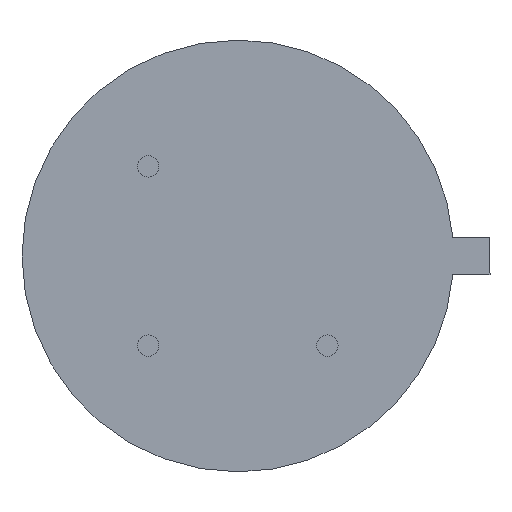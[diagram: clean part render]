
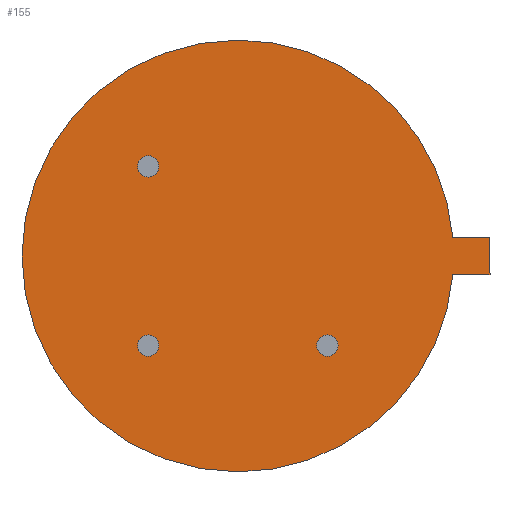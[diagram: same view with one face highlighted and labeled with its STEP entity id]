
A CAD part, front view. The second image highlights one B-rep face of the part: STEP entity #155.
In plain terms, the highlighted planar face has unit normal (0, -1, 0).
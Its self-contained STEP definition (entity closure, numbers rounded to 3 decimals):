
#1 = VERTEX_POINT ( 'NONE', #364 ) ;
#11 = ORIENTED_EDGE ( 'NONE', *, *, #119, .F. ) ;
#13 = VERTEX_POINT ( 'NONE', #362 ) ;
#20 = VERTEX_POINT ( 'NONE', #415 ) ;
#24 = EDGE_CURVE ( 'NONE', #20, #32, #413, .T. ) ;
#26 = VERTEX_POINT ( 'NONE', #407 ) ;
#32 = VERTEX_POINT ( 'NONE', #449 ) ;
#47 = EDGE_CURVE ( 'NONE', #49, #26, #653, .T. ) ;
#49 = VERTEX_POINT ( 'NONE', #479 ) ;
#62 = ORIENTED_EDGE ( 'NONE', *, *, #100, .T. ) ;
#67 = VERTEX_POINT ( 'NONE', #623 ) ;
#72 = EDGE_CURVE ( 'NONE', #13, #83, #604, .T. ) ;
#83 = VERTEX_POINT ( 'NONE', #569 ) ;
#97 = EDGE_CURVE ( 'NONE', #1, #98, #703, .T. ) ;
#98 = VERTEX_POINT ( 'NONE', #662 ) ;
#100 = EDGE_CURVE ( 'NONE', #67, #1, #658, .T. ) ;
#119 = EDGE_CURVE ( 'NONE', #32, #20, #743, .T. ) ;
#120 = ORIENTED_EDGE ( 'NONE', *, *, #24, .F. ) ;
#121 = ORIENTED_EDGE ( 'NONE', *, *, #47, .F. ) ;
#123 = VERTEX_POINT ( 'NONE', #737 ) ;
#128 = EDGE_LOOP ( 'NONE', ( #62, #198, #164, #193, #157, #137 ) ) ;
#136 = EDGE_LOOP ( 'NONE', ( #199, #121 ) ) ;
#137 = ORIENTED_EDGE ( 'NONE', *, *, #156, .T. ) ;
#153 = EDGE_LOOP ( 'NONE', ( #192, #184 ) ) ;
#154 = EDGE_CURVE ( 'NONE', #123, #191, #941, .T. ) ;
#155 = ADVANCED_FACE ( 'NONE', ( #942, #935, #940, #792 ), #947, .F. ) ;
#156 = EDGE_CURVE ( 'NONE', #165, #67, #880, .T. ) ;
#157 = ORIENTED_EDGE ( 'NONE', *, *, #159, .T. ) ;
#158 = EDGE_CURVE ( 'NONE', #83, #13, #777, .T. ) ;
#159 = EDGE_CURVE ( 'NONE', #123, #165, #870, .T. ) ;
#164 = ORIENTED_EDGE ( 'NONE', *, *, #185, .T. ) ;
#165 = VERTEX_POINT ( 'NONE', #800 ) ;
#184 = ORIENTED_EDGE ( 'NONE', *, *, #72, .F. ) ;
#185 = EDGE_CURVE ( 'NONE', #98, #191, #896, .T. ) ;
#191 = VERTEX_POINT ( 'NONE', #971 ) ;
#192 = ORIENTED_EDGE ( 'NONE', *, *, #158, .F. ) ;
#193 = ORIENTED_EDGE ( 'NONE', *, *, #154, .F. ) ;
#198 = ORIENTED_EDGE ( 'NONE', *, *, #97, .T. ) ;
#199 = ORIENTED_EDGE ( 'NONE', *, *, #201, .F. ) ;
#201 = EDGE_CURVE ( 'NONE', #26, #49, #985, .T. ) ;
#202 = EDGE_LOOP ( 'NONE', ( #11, #120 ) ) ;
#362 = CARTESIAN_POINT ( 'NONE',  ( -1.93, 0., 1.7 ) ) ;
#364 = CARTESIAN_POINT ( 'NONE',  ( 0., 0., 4.65 ) ) ;
#372 = AXIS2_PLACEMENT_3D ( 'NONE', #411, #410, #409 ) ;
#407 = CARTESIAN_POINT ( 'NONE',  ( -1.93, 0., -1.7 ) ) ;
#409 = DIRECTION ( 'NONE',  ( 0., 0., 1. ) ) ;
#410 = DIRECTION ( 'NONE',  ( 0., -1., 0. ) ) ;
#411 = CARTESIAN_POINT ( 'NONE',  ( 1.93, 0., -1.93 ) ) ;
#413 = CIRCLE ( 'NONE', #372, 0.23 ) ;
#415 = CARTESIAN_POINT ( 'NONE',  ( 1.93, 0., -2.16 ) ) ;
#449 = CARTESIAN_POINT ( 'NONE',  ( 1.93, 0., -1.7 ) ) ;
#479 = CARTESIAN_POINT ( 'NONE',  ( -1.93, 0., -2.16 ) ) ;
#480 = DIRECTION ( 'NONE',  ( 0., 0., 1. ) ) ;
#520 = DIRECTION ( 'NONE',  ( 0., -1., 0. ) ) ;
#521 = CARTESIAN_POINT ( 'NONE',  ( -1.93, 0., -1.93 ) ) ;
#569 = CARTESIAN_POINT ( 'NONE',  ( -1.93, 0., 2.16 ) ) ;
#589 = AXIS2_PLACEMENT_3D ( 'NONE', #521, #520, #480 ) ;
#604 = CIRCLE ( 'NONE', #645, 0.23 ) ;
#623 = CARTESIAN_POINT ( 'NONE',  ( 4.632, 0., 0.405 ) ) ;
#642 = DIRECTION ( 'NONE',  ( 0., 0., 1. ) ) ;
#643 = DIRECTION ( 'NONE',  ( 0., -1., 0. ) ) ;
#644 = CARTESIAN_POINT ( 'NONE',  ( -1.93, 0., 1.93 ) ) ;
#645 = AXIS2_PLACEMENT_3D ( 'NONE', #644, #643, #642 ) ;
#653 = CIRCLE ( 'NONE', #589, 0.23 ) ;
#656 = DIRECTION ( 'NONE',  ( 0., 0., -1. ) ) ;
#657 = DIRECTION ( 'NONE',  ( 0., -1., 0. ) ) ;
#658 = CIRCLE ( 'NONE', #673, 4.65 ) ;
#662 = CARTESIAN_POINT ( 'NONE',  ( 0., 0., -4.65 ) ) ;
#673 = AXIS2_PLACEMENT_3D ( 'NONE', #749, #657, #656 ) ;
#675 = AXIS2_PLACEMENT_3D ( 'NONE', #742, #741, #740 ) ;
#701 = DIRECTION ( 'NONE',  ( 0., -1., 0. ) ) ;
#702 = CARTESIAN_POINT ( 'NONE',  ( 0., 0., 0. ) ) ;
#703 = CIRCLE ( 'NONE', #704, 4.65 ) ;
#704 = AXIS2_PLACEMENT_3D ( 'NONE', #702, #701, #750 ) ;
#737 = CARTESIAN_POINT ( 'NONE',  ( 5.432, 0., -0.405 ) ) ;
#740 = DIRECTION ( 'NONE',  ( 0., 0., 1. ) ) ;
#741 = DIRECTION ( 'NONE',  ( 0., -1., 0. ) ) ;
#742 = CARTESIAN_POINT ( 'NONE',  ( 1.93, 0., -1.93 ) ) ;
#743 = CIRCLE ( 'NONE', #675, 0.23 ) ;
#749 = CARTESIAN_POINT ( 'NONE',  ( 0., 0., 0. ) ) ;
#750 = DIRECTION ( 'NONE',  ( 0., 0., -1. ) ) ;
#775 = AXIS2_PLACEMENT_3D ( 'NONE', #879, #878, #877 ) ;
#777 = CIRCLE ( 'NONE', #881, 0.23 ) ;
#792 = FACE_BOUND ( 'NONE', #136, .T. ) ;
#800 = CARTESIAN_POINT ( 'NONE',  ( 5.432, 0., 0.405 ) ) ;
#816 = DIRECTION ( 'NONE',  ( 0., 0., -1. ) ) ;
#817 = DIRECTION ( 'NONE',  ( 0., -1., 0. ) ) ;
#818 = CARTESIAN_POINT ( 'NONE',  ( 0., 0., 0. ) ) ;
#826 = AXIS2_PLACEMENT_3D ( 'NONE', #818, #817, #816 ) ;
#862 = DIRECTION ( 'NONE',  ( 0., 0., 1. ) ) ;
#863 = VECTOR ( 'NONE', #862, 1000. ) ;
#867 = DIRECTION ( 'NONE',  ( 0., 0., 1. ) ) ;
#868 = DIRECTION ( 'NONE',  ( 0., -1., 0. ) ) ;
#869 = CARTESIAN_POINT ( 'NONE',  ( -1.93, 0., 1.93 ) ) ;
#870 = LINE ( 'NONE', #876, #863 ) ;
#872 = DIRECTION ( 'NONE',  ( -1., 0., 0. ) ) ;
#873 = VECTOR ( 'NONE', #872, 1000. ) ;
#874 = CARTESIAN_POINT ( 'NONE',  ( 0., 0., 0.405 ) ) ;
#876 = CARTESIAN_POINT ( 'NONE',  ( 5.432, 0., 0. ) ) ;
#877 = DIRECTION ( 'NONE',  ( 0., 0., 1. ) ) ;
#878 = DIRECTION ( 'NONE',  ( 0., 1., 0. ) ) ;
#879 = CARTESIAN_POINT ( 'NONE',  ( 4.65, 0., 0. ) ) ;
#880 = LINE ( 'NONE', #874, #873 ) ;
#881 = AXIS2_PLACEMENT_3D ( 'NONE', #869, #868, #867 ) ;
#896 = CIRCLE ( 'NONE', #826, 4.65 ) ;
#935 = FACE_OUTER_BOUND ( 'NONE', #128, .T. ) ;
#937 = DIRECTION ( 'NONE',  ( -1., 0., 0. ) ) ;
#938 = VECTOR ( 'NONE', #937, 1000. ) ;
#939 = CARTESIAN_POINT ( 'NONE',  ( 0., 0., -0.405 ) ) ;
#940 = FACE_BOUND ( 'NONE', #153, .T. ) ;
#941 = LINE ( 'NONE', #939, #938 ) ;
#942 = FACE_BOUND ( 'NONE', #202, .T. ) ;
#947 = PLANE ( 'NONE',  #775 ) ;
#967 = DIRECTION ( 'NONE',  ( 0., 0., 1. ) ) ;
#968 = DIRECTION ( 'NONE',  ( 0., -1., 0. ) ) ;
#969 = CARTESIAN_POINT ( 'NONE',  ( -1.93, 0., -1.93 ) ) ;
#971 = CARTESIAN_POINT ( 'NONE',  ( 4.632, 0., -0.405 ) ) ;
#978 = AXIS2_PLACEMENT_3D ( 'NONE', #969, #968, #967 ) ;
#985 = CIRCLE ( 'NONE', #978, 0.23 ) ;
